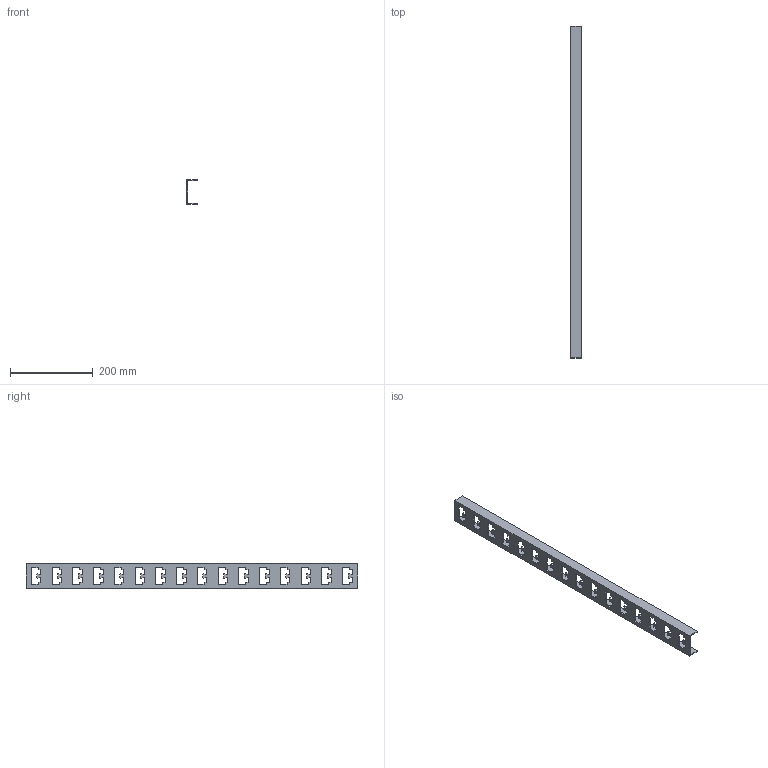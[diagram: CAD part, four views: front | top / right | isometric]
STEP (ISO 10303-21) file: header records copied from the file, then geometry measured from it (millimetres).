
FILE_DESCRIPTION (( 'STEP AP203' ), '1' );
FILE_NAME ('CLW10-GEM-SK-800-UT15 Ñòîéêà êàáåëüíàÿ Ê1152 ÓÒ1,5.STEP', '2016-02-25T07:05:40', ( '' ), ( '' ), 'SwSTEP 2.0', 'SolidWorks 2014', '' );
FILE_SCHEMA (( 'CONFIG_CONTROL_DESIGN' ));
Length unit declared in the file: millimetre
Products named in the file (1): CLW10-GEM-SK-800-UT15 Ñòîéêà êàáåëüíàÿ Ê1152 ÓÒ1,5
Bounding box: 26 x 800 x 60 mm (x, y, z)
Volume: 183234.3 mm3; surface area: 156875.8 mm2
Topology: 1 solids, 1 shells, 394 faces, 1176 edges, 784 vertices
Faces by surface type: plane 202, cylinder 192
Entity records: 13485 total; most frequent: CARTESIAN_POINT 2355, ORIENTED_EDGE 2352, DIRECTION 2350, EDGE_CURVE 1176, LINE 792, VECTOR 792, VERTEX_POINT 784, AXIS2_PLACEMENT_3D 779
